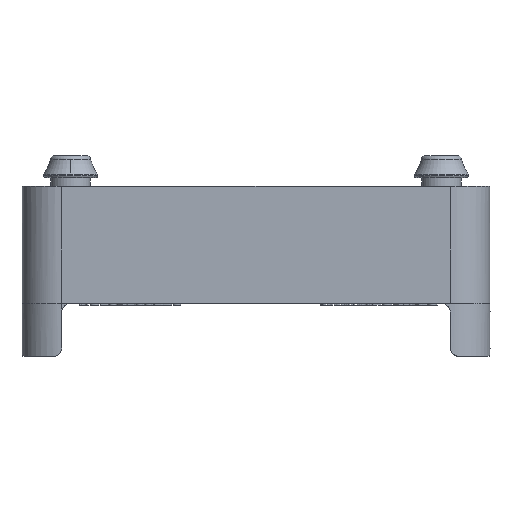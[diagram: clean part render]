
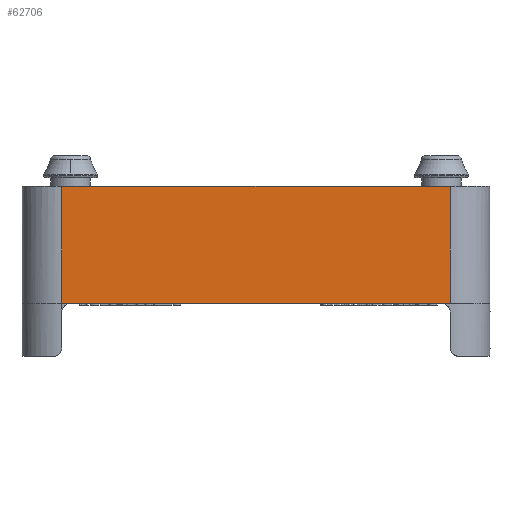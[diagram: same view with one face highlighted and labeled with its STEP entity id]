
A CAD part, front view. The second image highlights one B-rep face of the part: STEP entity #62706.
In plain terms, the highlighted planar face has unit normal (0, -1, 0).
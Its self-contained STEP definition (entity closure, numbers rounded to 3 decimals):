
#1869=CARTESIAN_POINT('',(-21.97,-26.5,-2.0));
#1870=VERTEX_POINT('',#1869);
#4511=CARTESIAN_POINT('',(21.97,-26.5,-2.0));
#4512=VERTEX_POINT('',#4511);
#4520=CARTESIAN_POINT('',(-21.97,-26.5,-2.0));
#4521=DIRECTION('',(1.0,0.0,0.0));
#4522=VECTOR('',#4521,43.94);
#4523=LINE('',#4520,#4522);
#4524=EDGE_CURVE('',#1870,#4512,#4523,.T.);
#61186=CARTESIAN_POINT('',(22.,-26.5,-2.0));
#61187=VERTEX_POINT('',#61186);
#61197=CARTESIAN_POINT('',(21.97,-26.5,-2.0));
#61198=DIRECTION('',(1.0,0.0,0.0));
#61199=VECTOR('',#61198,0.03);
#61200=LINE('',#61197,#61199);
#61201=EDGE_CURVE('',#4512,#61187,#61200,.T.);
#61264=CARTESIAN_POINT('',(-22.,-26.5,-2.0));
#61265=VERTEX_POINT('',#61264);
#61281=CARTESIAN_POINT('',(-22.,-26.5,-2.0));
#61282=DIRECTION('',(1.,0.,0.0));
#61283=VECTOR('',#61282,0.03);
#61284=LINE('',#61281,#61283);
#61285=EDGE_CURVE('',#61265,#1870,#61284,.T.);
#62674=CARTESIAN_POINT('',(22.,-26.5,-2.0));
#62675=DIRECTION('',(0.0,-1.0,0.0));
#62676=DIRECTION('',(0.0,0.0,-1.0));
#62677=AXIS2_PLACEMENT_3D('',#62674,#62675,#62676);
#62678=PLANE('',#62677);
#62679=ORIENTED_EDGE('',*,*,#61285,.T.);
#62680=ORIENTED_EDGE('',*,*,#4524,.T.);
#62681=ORIENTED_EDGE('',*,*,#61201,.T.);
#62682=CARTESIAN_POINT('',(22.,-26.5,11.25));
#62683=VERTEX_POINT('',#62682);
#62684=CARTESIAN_POINT('',(22.,-26.5,-2.0));
#62685=DIRECTION('',(0.0,0.0,1.0));
#62686=VECTOR('',#62685,13.25);
#62687=LINE('',#62684,#62686);
#62688=EDGE_CURVE('',#61187,#62683,#62687,.T.);
#62689=ORIENTED_EDGE('',*,*,#62688,.T.);
#62690=CARTESIAN_POINT('',(-22.,-26.5,11.25));
#62691=VERTEX_POINT('',#62690);
#62692=CARTESIAN_POINT('',(22.,-26.5,11.25));
#62693=DIRECTION('',(-1.0,0.0,0.0));
#62694=VECTOR('',#62693,44.0);
#62695=LINE('',#62692,#62694);
#62696=EDGE_CURVE('',#62683,#62691,#62695,.T.);
#62697=ORIENTED_EDGE('',*,*,#62696,.T.);
#62698=CARTESIAN_POINT('',(-22.,-26.5,-2.0));
#62699=DIRECTION('',(0.0,0.0,1.0));
#62700=VECTOR('',#62699,13.25);
#62701=LINE('',#62698,#62700);
#62702=EDGE_CURVE('',#61265,#62691,#62701,.T.);
#62703=ORIENTED_EDGE('',*,*,#62702,.F.);
#62704=EDGE_LOOP('',(#62679,#62680,#62681,#62689,#62697,#62703));
#62705=FACE_OUTER_BOUND('',#62704,.T.);
#62706=ADVANCED_FACE('',(#62705),#62678,.T.);
